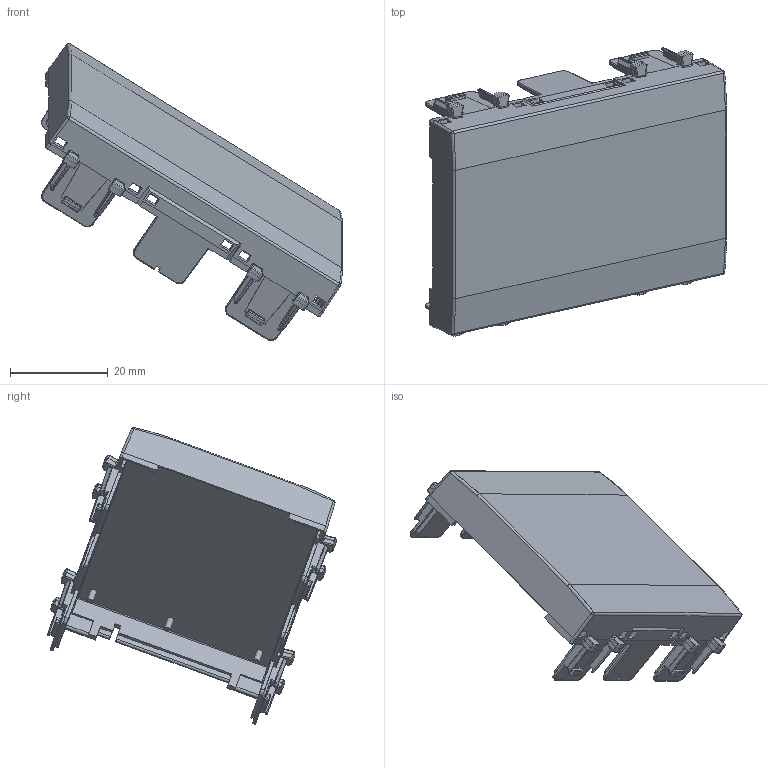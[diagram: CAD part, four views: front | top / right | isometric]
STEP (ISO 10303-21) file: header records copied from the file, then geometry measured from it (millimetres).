
FILE_DESCRIPTION(('CATIA V5 STEP Exchange'),'2;1');
FILE_NAME('441013A-3.stp','2024-03-18T10:29:45+00:00',('none'),('none'),'CATIA Version 5-6 Release 2016 SP6','CATIA V5 STEP AP203','none');
FILE_SCHEMA(('CONFIG_CONTROL_DESIGN'));
Products named in the file (1): STEP
Assembly tree (1 placements, depth 2):
  STEP
    #57
Bounding box: 61.58 x 59.06 x 60.73 mm (x, y, z)
Volume: 7298.1 mm3; surface area: 11343.2 mm2
Topology: 1 solids, 1 shells, 890 faces, 2273 edges, 1299 vertices
Faces by surface type: plane 382, cylinder 304, bspline 80, cone 60, sphere 48, torus 16
Entity records: 51382 total; most frequent: CARTESIAN_POINT 33378, ORIENTED_EDGE 4386, DIRECTION 2543, EDGE_CURVE 2193, VERTEX_POINT 1299, VECTOR 1155, LINE 1155, EDGE_LOOP 908
